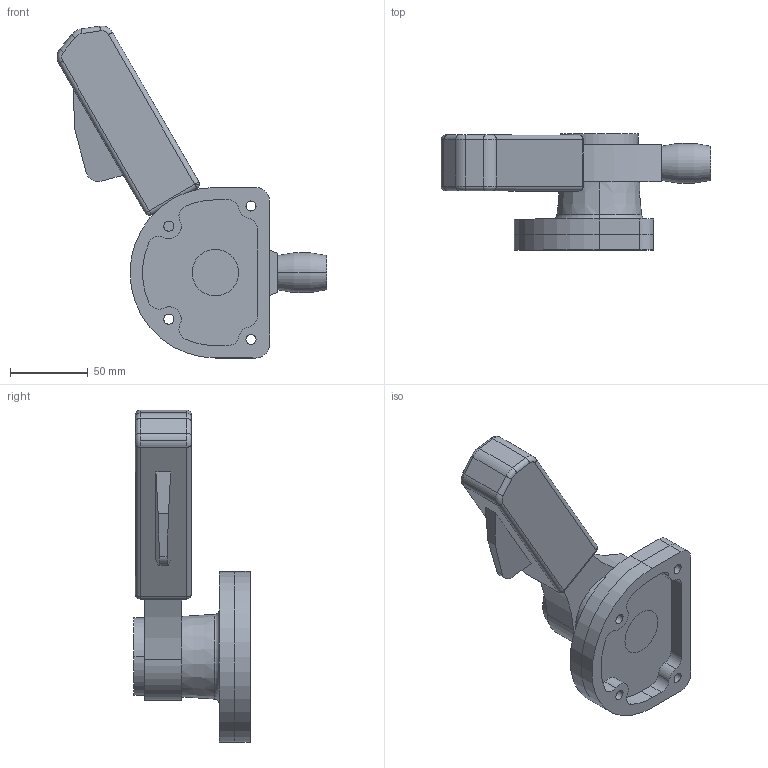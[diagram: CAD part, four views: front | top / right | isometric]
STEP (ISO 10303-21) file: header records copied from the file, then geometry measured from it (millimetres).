
FILE_DESCRIPTION (( 'STEP AP203' ), '1' );
FILE_NAME ('sone3D.STEP', '2016-05-10T02:29:23', ( '' ), ( '' ), 'SwSTEP 2.0', 'SolidWorks 2014', '' );
FILE_SCHEMA (( 'CONFIG_CONTROL_DESIGN' ));
Length unit declared in the file: millimetre
Products named in the file (6): FA-830-1-L僴儞僪儖_; FA-830-1僗儁乕僒乕_; FA-830-1キャップ_; FA-830-1軸_; sone3D; FA-830-1-L座_
Assembly tree (5 placements, depth 2):
  sone3D
    FA-830-1-L座_
    FA-830-1-L僴儞僪儖_
    FA-830-1僗儁乕僒乕_
    FA-830-1キャップ_
    FA-830-1軸_
Bounding box: 174.05 x 75 x 214.09 mm (x, y, z)
Volume: 474468 mm3; surface area: 89616.9 mm2
Topology: 5 solids, 5 shells, 120 faces, 294 edges, 186 vertices
Faces by surface type: cylinder 67, plane 35, torus 10, sphere 6, cone 2
Entity records: 4222 total; most frequent: DIRECTION 700, CARTESIAN_POINT 608, ORIENTED_EDGE 580, EDGE_CURVE 290, AXIS2_PLACEMENT_3D 284, VERTEX_POINT 184, CIRCLE 156, EDGE_LOOP 146
